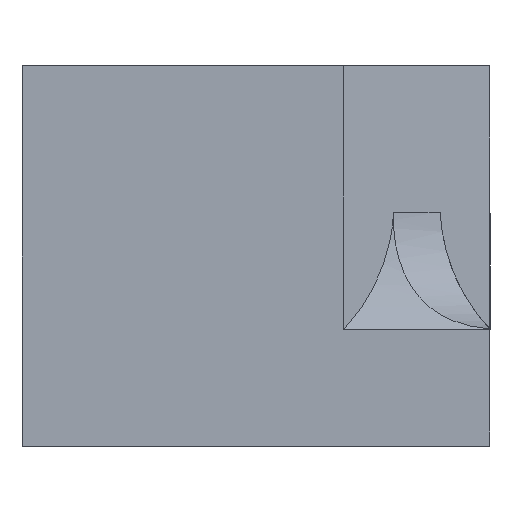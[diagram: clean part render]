
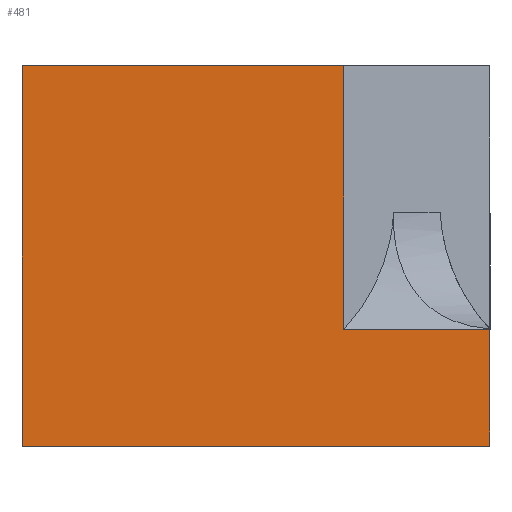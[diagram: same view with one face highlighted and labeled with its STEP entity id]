
A CAD part, left-side view. The second image highlights one B-rep face of the part: STEP entity #481.
In plain terms, the highlighted planar face has unit normal (-1, 0, 0).
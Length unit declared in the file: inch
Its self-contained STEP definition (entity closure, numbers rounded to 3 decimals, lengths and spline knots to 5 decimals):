
#39=FACE_OUTER_BOUND('',#67,.T.);
#67=EDGE_LOOP('',(#327,#328,#329,#330,#331,#332));
#94=LINE('',#699,#150);
#101=LINE('',#714,#157);
#102=LINE('',#716,#158);
#103=LINE('',#718,#159);
#104=LINE('',#720,#160);
#105=LINE('',#721,#161);
#150=VECTOR('',#564,0.3937);
#157=VECTOR('',#575,0.3937);
#158=VECTOR('',#576,0.3937);
#159=VECTOR('',#577,0.3937);
#160=VECTOR('',#578,0.3937);
#161=VECTOR('',#579,0.3937);
#205=VERTEX_POINT('',#695);
#207=VERTEX_POINT('',#698);
#213=VERTEX_POINT('',#713);
#214=VERTEX_POINT('',#715);
#215=VERTEX_POINT('',#717);
#216=VERTEX_POINT('',#719);
#250=EDGE_CURVE('',#207,#205,#94,.T.);
#257=EDGE_CURVE('',#213,#205,#101,.T.);
#258=EDGE_CURVE('',#214,#213,#102,.T.);
#259=EDGE_CURVE('',#214,#215,#103,.T.);
#260=EDGE_CURVE('',#215,#216,#104,.T.);
#261=EDGE_CURVE('',#207,#216,#105,.T.);
#327=ORIENTED_EDGE('',*,*,#250,.T.);
#328=ORIENTED_EDGE('',*,*,#257,.F.);
#329=ORIENTED_EDGE('',*,*,#258,.F.);
#330=ORIENTED_EDGE('',*,*,#259,.T.);
#331=ORIENTED_EDGE('',*,*,#260,.T.);
#332=ORIENTED_EDGE('',*,*,#261,.F.);
#461=PLANE('',#523);
#481=ADVANCED_FACE('',(#39),#461,.T.);
#523=AXIS2_PLACEMENT_3D('',#712,#573,#574);
#564=DIRECTION('',(0.,0.,-1.));
#573=DIRECTION('center_axis',(-1.,0.,0.));
#574=DIRECTION('ref_axis',(0.,-1.,0.));
#575=DIRECTION('',(0.,1.,0.));
#576=DIRECTION('',(0.,0.,-1.));
#577=DIRECTION('',(0.,1.,0.));
#578=DIRECTION('',(0.,0.,1.));
#579=DIRECTION('',(0.,-1.,0.));
#695=CARTESIAN_POINT('',(67.,16.,0.));
#698=CARTESIAN_POINT('',(67.,16.,13.));
#699=CARTESIAN_POINT('',(67.,16.,5.25));
#712=CARTESIAN_POINT('Origin',(67.,11.,4.));
#713=CARTESIAN_POINT('',(67.,0.,0.));
#714=CARTESIAN_POINT('',(67.,9.5,0.));
#715=CARTESIAN_POINT('',(67.,0.,4.));
#716=CARTESIAN_POINT('',(67.,0.,4.));
#717=CARTESIAN_POINT('',(67.,5.,4.));
#718=CARTESIAN_POINT('',(67.,0.,4.));
#719=CARTESIAN_POINT('',(67.,5.,13.));
#720=CARTESIAN_POINT('',(67.,5.,4.));
#721=CARTESIAN_POINT('',(67.,9.5,13.));
